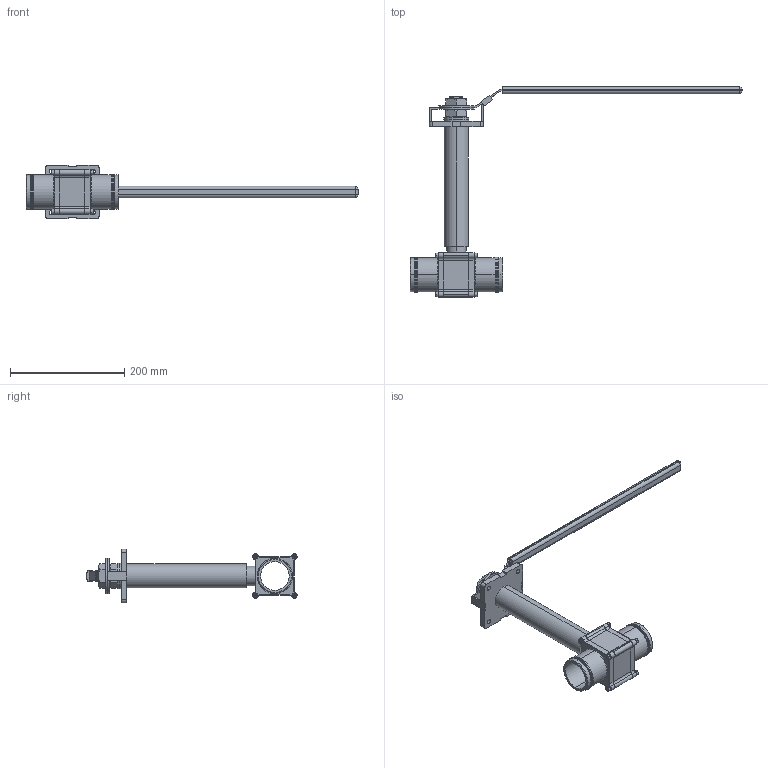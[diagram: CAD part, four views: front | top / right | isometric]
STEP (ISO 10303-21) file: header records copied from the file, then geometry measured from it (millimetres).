
FILE_DESCRIPTION (( 'STEP AP214' ), '1' );
FILE_NAME ('VCI-CRY-201H-900-2-BW-BW_HND.STEP', '2025-06-08T17:58:57', ( '' ), ( '' ), 'SwSTEP 2.0', 'SolidWorks 2025', '' );
FILE_SCHEMA (( 'AUTOMOTIVE_DESIGN' ));
Length unit declared in the file: millimetre
Products named in the file (5): heavy hex jam nut_ai_HHJNUT 0.8750-14-B-N; socket head cap screw_ai_HX-SHCS 0.19-32x0.25x0.25-N; VCI-CRY-201H-900-2-BW-BW; flat washer type a narrow_ai_Preferred Narrow FW 0.875; VCI-CRY-201H-900-2-BW-BW_HND
Assembly tree (13 placements, depth 2):
  VCI-CRY-201H-900-2-BW-BW_HND
    VCI-CRY-201H-900-2-BW-BW
    socket head cap screw_ai_HX-SHCS 0.19-32x0.25x0.25-N  x8
    flat washer type a narrow_ai_Preferred Narrow FW 0.875  x2
    heavy hex jam nut_ai_HHJNUT 0.8750-14-B-N  x2
Bounding box: 581 x 368 x 94 mm (x, y, z)
Volume: 819239.7 mm3; surface area: 197662.8 mm2
Topology: 17 solids, 17 shells, 686 faces, 1664 edges, 1031 vertices
Faces by surface type: plane 258, cylinder 235, cone 72, bspline 69, torus 48, sphere 4
Entity records: 77935 total; most frequent: CARTESIAN_POINT 67044, ORIENTED_EDGE 2352, DIRECTION 2135, EDGE_CURVE 1176, AXIS2_PLACEMENT_3D 825, VERTEX_POINT 756, EDGE_LOOP 532, LINE 485
